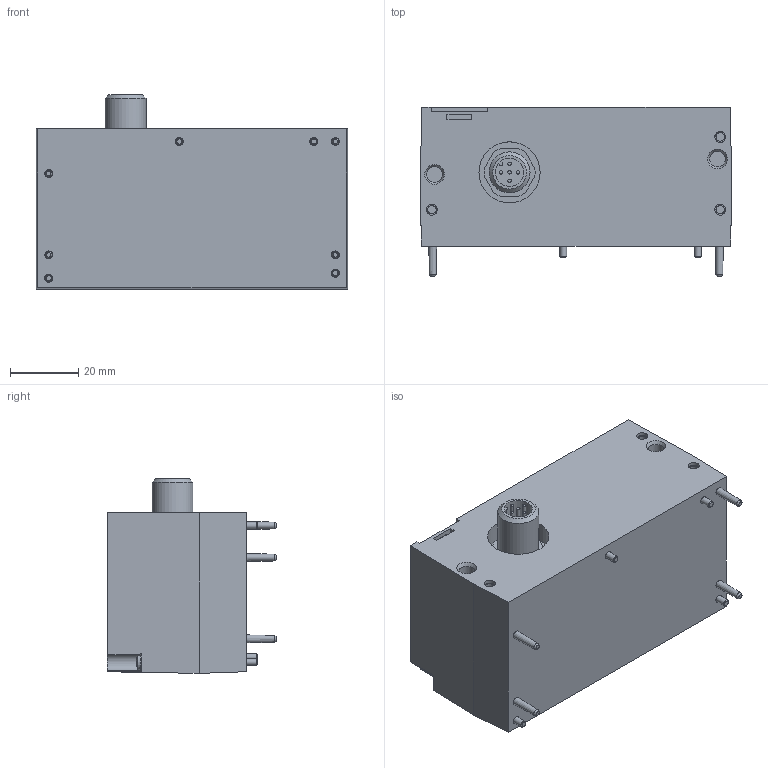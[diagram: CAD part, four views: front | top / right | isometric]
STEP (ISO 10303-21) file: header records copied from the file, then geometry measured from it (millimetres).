
FILE_DESCRIPTION(/* description */ ('STEP AP214'),/* implementation_level */ '2;1');
FILE_NAME(/* name */ '574209_VAEM-L1-S-24-PTL',/* time_stamp */ '2024-09-16T06:39:06+02:00',/* author */ ('License CC BY-ND 4.0'),/* organization */ ('CADENAS'),/* preprocessor_version */ 'ST-DEVELOPER v19.3',/* originating_system */ 'PARTsolutions',/* authorisation */ ' ');
FILE_SCHEMA (('AUTOMOTIVE_DESIGN {1 0 10303 214 3 1 1}'));
Length unit declared in the file: millimetre
Products named in the file (3): 574209 VAEM-L1-S-24-PTL---(0); 574209 VAEM-L1-S-24-PTL---(0)_p; 1775346 F-M2x34-10.9
Assembly tree (5 placements, depth 2):
  574209 VAEM-L1-S-24-PTL---(0)
    574209 VAEM-L1-S-24-PTL---(0)_p
    1775346 F-M2x34-10.9  x4
Bounding box: 91.48 x 49.75 x 57.12 mm (x, y, z)
Volume: 172002.4 mm3; surface area: 24185.3 mm2
Topology: 5 solids, 5 shells, 265 faces, 659 edges, 432 vertices
Faces by surface type: plane 175, cylinder 51, cone 23, torus 16
Full cylindrical faces by diameter (mm): 1 x5, 1.69 x4, 2 x4, 2.35 x4, 2.5 x3, 3.2 x3, 4.6 x2, 5.3 x2, 12 x1, 17.94 x1
Entity records: 4247 total; most frequent: CARTESIAN_POINT 782, DIRECTION 703, ORIENTED_EDGE 624, EDGE_CURVE 312, AXIS2_PLACEMENT_3D 262, VERTEX_POINT 229, EDGE_LOOP 227, FACE_BOUND 227
